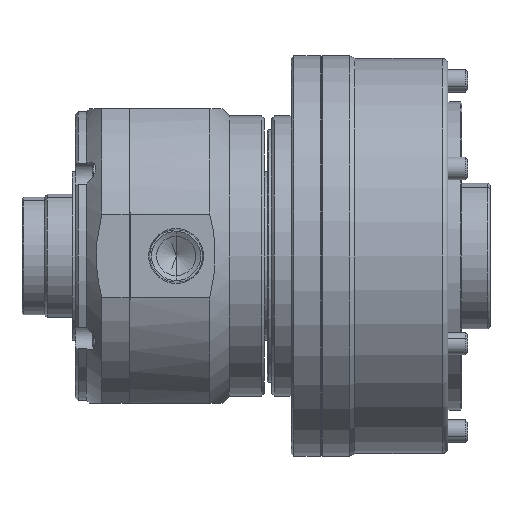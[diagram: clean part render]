
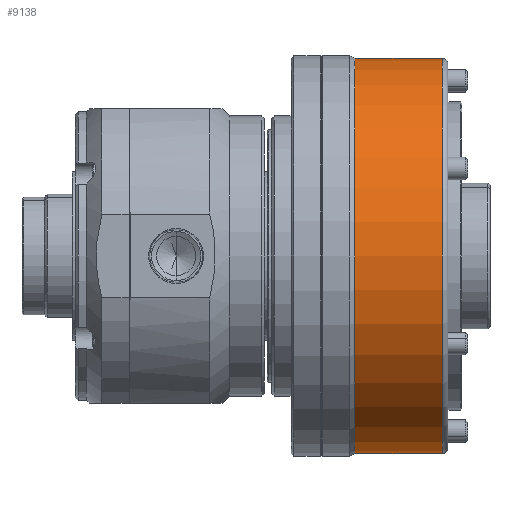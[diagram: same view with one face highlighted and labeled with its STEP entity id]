
A CAD part, front view. The second image highlights one B-rep face of the part: STEP entity #9138.
In plain terms, the highlighted cylindrical face has radius 70.5 mm (diameter 141 mm), a partial arc.
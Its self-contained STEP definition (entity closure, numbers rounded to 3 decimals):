
#271 = DIRECTION ( 'NONE',  ( 0., 0., -1. ) ) ;
#299 = DIRECTION ( 'NONE',  ( 1., 0., 0. ) ) ;
#1073 = CARTESIAN_POINT ( 'NONE',  ( 11.732, 0., -70.5 ) ) ;
#1380 = VERTEX_POINT ( 'NONE', #15421 ) ;
#2528 = VECTOR ( 'NONE', #10791, 1000. ) ;
#3038 = ORIENTED_EDGE ( 'NONE', *, *, #3670, .T. ) ;
#3044 = DIRECTION ( 'NONE',  ( 1., 0., 0. ) ) ;
#3670 = EDGE_CURVE ( 'NONE', #15351, #1380, #5655, .T. ) ;
#3970 = LINE ( 'NONE', #5376, #2528 ) ;
#4015 = CARTESIAN_POINT ( 'NONE',  ( 43., 0., 70.5 ) ) ;
#4817 = EDGE_CURVE ( 'NONE', #1380, #16543, #16107, .T. ) ;
#4858 = AXIS2_PLACEMENT_3D ( 'NONE', #6841, #3044, #271 ) ;
#4921 = EDGE_CURVE ( 'NONE', #15391, #16543, #3970, .T. ) ;
#5376 = CARTESIAN_POINT ( 'NONE',  ( 59.79, 0., 70.5 ) ) ;
#5502 = DIRECTION ( 'NONE',  ( 0., 0., -1. ) ) ;
#5655 = LINE ( 'NONE', #6409, #12655 ) ;
#6291 = DIRECTION ( 'NONE',  ( -1., 0., 0. ) ) ;
#6409 = CARTESIAN_POINT ( 'NONE',  ( 59.79, 0., -70.5 ) ) ;
#6475 = EDGE_CURVE ( 'NONE', #15391, #15351, #16517, .T. ) ;
#6525 = CARTESIAN_POINT ( 'NONE',  ( 43., 0., 0. ) ) ;
#6841 = CARTESIAN_POINT ( 'NONE',  ( 11.732, 0., 0. ) ) ;
#9138 = ADVANCED_FACE ( 'NONE', ( #12757 ), #14394, .T. ) ;
#10152 = AXIS2_PLACEMENT_3D ( 'NONE', #16122, #299, #5502 ) ;
#10791 = DIRECTION ( 'NONE',  ( 1., 0., 0. ) ) ;
#12655 = VECTOR ( 'NONE', #15438, 1000. ) ;
#12757 = FACE_OUTER_BOUND ( 'NONE', #16494, .T. ) ;
#13854 = ORIENTED_EDGE ( 'NONE', *, *, #6475, .T. ) ;
#14394 = CYLINDRICAL_SURFACE ( 'NONE', #10152, 70.5 ) ;
#14524 = CARTESIAN_POINT ( 'NONE',  ( 11.732, 0., 70.5 ) ) ;
#14533 = AXIS2_PLACEMENT_3D ( 'NONE', #6525, #6291, #15492 ) ;
#14780 = ORIENTED_EDGE ( 'NONE', *, *, #4921, .F. ) ;
#15351 = VERTEX_POINT ( 'NONE', #1073 ) ;
#15391 = VERTEX_POINT ( 'NONE', #14524 ) ;
#15418 = ORIENTED_EDGE ( 'NONE', *, *, #4817, .T. ) ;
#15421 = CARTESIAN_POINT ( 'NONE',  ( 43., 0., -70.5 ) ) ;
#15438 = DIRECTION ( 'NONE',  ( 1., 0., 0. ) ) ;
#15492 = DIRECTION ( 'NONE',  ( 0., 0., -1. ) ) ;
#16107 = CIRCLE ( 'NONE', #14533, 70.5 ) ;
#16122 = CARTESIAN_POINT ( 'NONE',  ( 59.79, 0., 0. ) ) ;
#16494 = EDGE_LOOP ( 'NONE', ( #14780, #13854, #3038, #15418 ) ) ;
#16517 = CIRCLE ( 'NONE', #4858, 70.5 ) ;
#16543 = VERTEX_POINT ( 'NONE', #4015 ) ;
